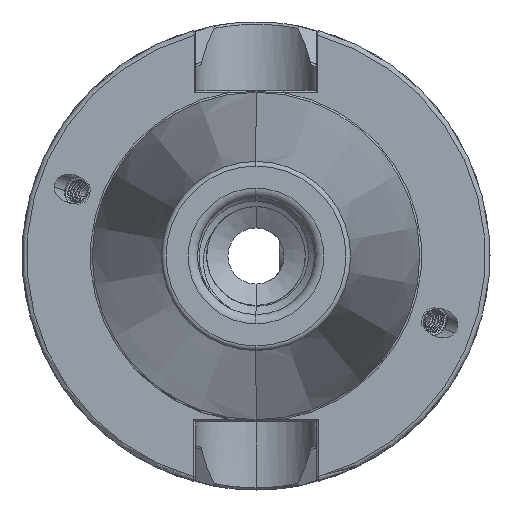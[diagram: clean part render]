
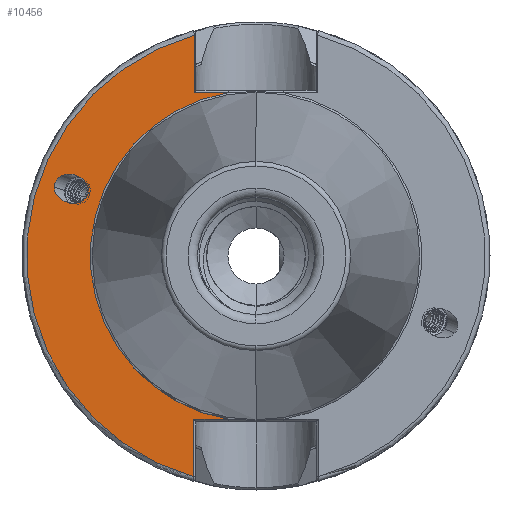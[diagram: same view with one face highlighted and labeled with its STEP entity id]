
A CAD part, left-side view. The second image highlights one B-rep face of the part: STEP entity #10456.
In plain terms, the highlighted planar face has unit normal (-1, 0, 0).
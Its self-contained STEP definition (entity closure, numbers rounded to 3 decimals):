
#1285 = VECTOR ( 'NONE', #12561, 1000. ) ;
#1288 = VECTOR ( 'NONE', #12522, 1000. ) ;
#1290 = VECTOR ( 'NONE', #12729, 1000. ) ;
#1293 = LINE ( 'NONE', #12510, #1288 ) ;
#1311 = LINE ( 'NONE', #12557, #1285 ) ;
#1312 = LINE ( 'NONE', #12700, #1290 ) ;
#1340 = LINE ( 'NONE', #13213, #1355 ) ;
#1348 = CIRCLE ( 'NONE', #1478, 49. ) ;
#1355 = VECTOR ( 'NONE', #13230, 1000. ) ;
#1399 = CIRCLE ( 'NONE', #1488, 35.398 ) ;
#1478 = AXIS2_PLACEMENT_3D ( 'NONE', #13247, #13248, #13215 ) ;
#1488 = AXIS2_PLACEMENT_3D ( 'NONE', #1884, #1847, #1849 ) ;
#1661 = AXIS2_PLACEMENT_3D ( 'NONE', #16049, #16029, #16030 ) ;
#1847 = DIRECTION ( 'NONE',  ( 1., 0., 0. ) ) ;
#1849 = DIRECTION ( 'NONE',  ( 0., 0., -1. ) ) ;
#1884 = CARTESIAN_POINT ( 'NONE',  ( 0., 0., 0. ) ) ;
#7910 =( BOUNDED_CURVE ( )  B_SPLINE_CURVE ( 3, ( #13276, #13290, #13278, #13293 ),
 .UNSPECIFIED., .F., .F. ) 
 B_SPLINE_CURVE_WITH_KNOTS ( ( 4, 4 ),
 ( 3.431, 6.283 ),
 .UNSPECIFIED. ) 
 CURVE ( )  GEOMETRIC_REPRESENTATION_ITEM ( )  RATIONAL_B_SPLINE_CURVE ( ( 1., 0.43, 0.43, 1. ) ) 
 REPRESENTATION_ITEM ( '' )  );
#8151 = ORIENTED_EDGE ( 'NONE', *, *, #9012, .T. ) ;
#8153 = ORIENTED_EDGE ( 'NONE', *, *, #9085, .T. ) ;
#8162 = ORIENTED_EDGE ( 'NONE', *, *, #8993, .T. ) ;
#8185 = ORIENTED_EDGE ( 'NONE', *, *, #15769, .F. ) ;
#8208 = ORIENTED_EDGE ( 'NONE', *, *, #15739, .F. ) ;
#8219 = ORIENTED_EDGE ( 'NONE', *, *, #9093, .F. ) ;
#8221 = ORIENTED_EDGE ( 'NONE', *, *, #9101, .F. ) ;
#8247 = ORIENTED_EDGE ( 'NONE', *, *, #8989, .T. ) ;
#8287 = ORIENTED_EDGE ( 'NONE', *, *, #9109, .T. ) ;
#8378 = EDGE_LOOP ( 'NONE', ( #8219, #8162, #8153, #8287, #8247, #8151 ) ) ;
#8393 = EDGE_LOOP ( 'NONE', ( #8208, #8221, #8185 ) ) ;
#8989 = EDGE_CURVE ( 'NONE', #14028, #14142, #1293, .T. ) ;
#8993 = EDGE_CURVE ( 'NONE', #14128, #14075, #1311, .T. ) ;
#9012 = EDGE_CURVE ( 'NONE', #14142, #14082, #1312, .T. ) ;
#9085 = EDGE_CURVE ( 'NONE', #14075, #14087, #1340, .T. ) ;
#9093 = EDGE_CURVE ( 'NONE', #14128, #14082, #1348, .T. ) ;
#9101 = EDGE_CURVE ( 'NONE', #12415, #12430, #7910, .T. ) ;
#9109 = EDGE_CURVE ( 'NONE', #14087, #14028, #1399, .T. ) ;
#10456 = ADVANCED_FACE ( 'NONE', ( #10667, #10672 ), #16021, .T. ) ;
#10667 = FACE_BOUND ( 'NONE', #8393, .T. ) ;
#10672 = FACE_OUTER_BOUND ( 'NONE', #8378, .T. ) ;
#12387 = VERTEX_POINT ( 'NONE', #16995 ) ;
#12415 = VERTEX_POINT ( 'NONE', #16989 ) ;
#12430 = VERTEX_POINT ( 'NONE', #17076 ) ;
#12510 = CARTESIAN_POINT ( 'NONE',  ( 0., 35.398, 34.9 ) ) ;
#12522 = DIRECTION ( 'NONE',  ( 0., 1., 0. ) ) ;
#12557 = CARTESIAN_POINT ( 'NONE',  ( 0., 13.279, -35.4 ) ) ;
#12561 = DIRECTION ( 'NONE',  ( 0., 0., 1. ) ) ;
#12700 = CARTESIAN_POINT ( 'NONE',  ( 0., 13.194, 0. ) ) ;
#12729 = DIRECTION ( 'NONE',  ( 0., 0., 1. ) ) ;
#13213 = CARTESIAN_POINT ( 'NONE',  ( 0., -12.85, -34.9 ) ) ;
#13215 = DIRECTION ( 'NONE',  ( 0., 0., -1. ) ) ;
#13230 = DIRECTION ( 'NONE',  ( 0., -1., 0. ) ) ;
#13247 = CARTESIAN_POINT ( 'NONE',  ( 0., 0., 0. ) ) ;
#13248 = DIRECTION ( 'NONE',  ( 1., 0., 0. ) ) ;
#13276 = CARTESIAN_POINT ( 'NONE',  ( 0., 43.118, 14.766 ) ) ;
#13278 = CARTESIAN_POINT ( 'NONE',  ( 0., 37.57, 8.69 ) ) ;
#13290 = CARTESIAN_POINT ( 'NONE',  ( 0., 43.118, 9.99 ) ) ;
#13293 = CARTESIAN_POINT ( 'NONE',  ( 0., 35.968, 13.091 ) ) ;
#14028 = VERTEX_POINT ( 'NONE', #17046 ) ;
#14075 = VERTEX_POINT ( 'NONE', #16969 ) ;
#14082 = VERTEX_POINT ( 'NONE', #17760 ) ;
#14087 = VERTEX_POINT ( 'NONE', #17784 ) ;
#14128 = VERTEX_POINT ( 'NONE', #17816 ) ;
#14142 = VERTEX_POINT ( 'NONE', #17871 ) ;
#15739 = EDGE_CURVE ( 'NONE', #12430, #12387, #18662, .T. ) ;
#15769 = EDGE_CURVE ( 'NONE', #12387, #12415, #18665, .T. ) ;
#16021 = PLANE ( 'NONE',  #1661 ) ;
#16029 = DIRECTION ( 'NONE',  ( -1., 0., 0. ) ) ;
#16030 = DIRECTION ( 'NONE',  ( 0., 0., 1. ) ) ;
#16049 = CARTESIAN_POINT ( 'NONE',  ( 0., 35.398, 0. ) ) ;
#16969 = CARTESIAN_POINT ( 'NONE',  ( 0., 13.279, -34.9 ) ) ;
#16989 = CARTESIAN_POINT ( 'NONE',  ( 0., 43.118, 14.766 ) ) ;
#16995 = CARTESIAN_POINT ( 'NONE',  ( 0., 35.816, 13.963 ) ) ;
#17046 = CARTESIAN_POINT ( 'NONE',  ( 0., 5.916, 34.9 ) ) ;
#17076 = CARTESIAN_POINT ( 'NONE',  ( 0., 35.968, 13.091 ) ) ;
#17559 = CARTESIAN_POINT ( 'NONE',  ( 0., 35.867, 13.369 ) ) ;
#17573 = CARTESIAN_POINT ( 'NONE',  ( 0., 35.816, 13.662 ) ) ;
#17574 = CARTESIAN_POINT ( 'NONE',  ( 0., 35.968, 13.091 ) ) ;
#17584 = CARTESIAN_POINT ( 'NONE',  ( 0., 35.816, 13.963 ) ) ;
#17601 = CARTESIAN_POINT ( 'NONE',  ( 0., 35.816, 13.963 ) ) ;
#17604 = CARTESIAN_POINT ( 'NONE',  ( 0., 35.816, 20.184 ) ) ;
#17682 = CARTESIAN_POINT ( 'NONE',  ( 0., 43.118, 14.766 ) ) ;
#17684 = CARTESIAN_POINT ( 'NONE',  ( 0., 43.118, 20.987 ) ) ;
#17760 = CARTESIAN_POINT ( 'NONE',  ( 0., 13.194, 47.19 ) ) ;
#17784 = CARTESIAN_POINT ( 'NONE',  ( 0., 5.916, -34.9 ) ) ;
#17816 = CARTESIAN_POINT ( 'NONE',  ( 0., 13.279, -47.166 ) ) ;
#17871 = CARTESIAN_POINT ( 'NONE',  ( 0., 13.194, 34.9 ) ) ;
#18662 =( BOUNDED_CURVE ( )  B_SPLINE_CURVE ( 3, ( #17574, #17559, #17573, #17584 ),
 .UNSPECIFIED., .F., .F. ) 
 B_SPLINE_CURVE_WITH_KNOTS ( ( 4, 4 ),
 ( 0., 0.29 ),
 .UNSPECIFIED. ) 
 CURVE ( )  GEOMETRIC_REPRESENTATION_ITEM ( )  RATIONAL_B_SPLINE_CURVE ( ( 1., 0.993, 0.993, 1. ) ) 
 REPRESENTATION_ITEM ( '' )  );
#18665 =( BOUNDED_CURVE ( )  B_SPLINE_CURVE ( 3, ( #17601, #17604, #17684, #17682 ),
 .UNSPECIFIED., .F., .F. ) 
 B_SPLINE_CURVE_WITH_KNOTS ( ( 4, 4 ),
 ( 0.29, 3.431 ),
 .UNSPECIFIED. ) 
 CURVE ( )  GEOMETRIC_REPRESENTATION_ITEM ( )  RATIONAL_B_SPLINE_CURVE ( ( 1., 0.333, 0.333, 1. ) ) 
 REPRESENTATION_ITEM ( '' )  );
